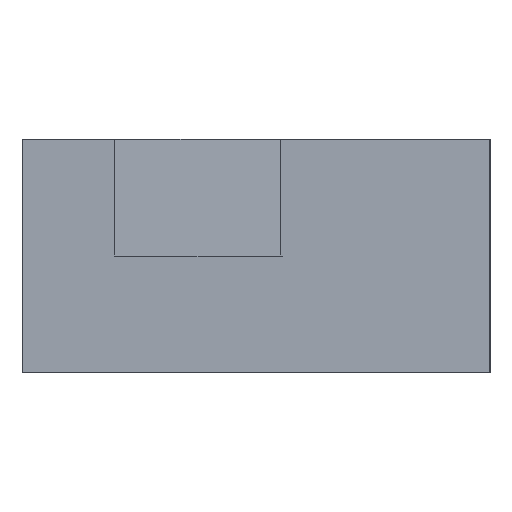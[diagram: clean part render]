
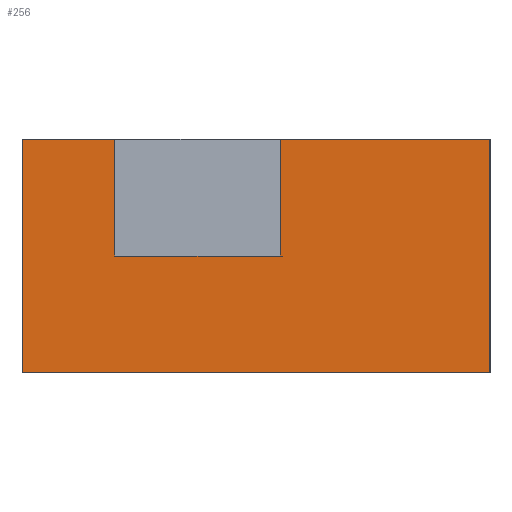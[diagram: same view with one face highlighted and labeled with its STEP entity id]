
A CAD part, left-side view. The second image highlights one B-rep face of the part: STEP entity #256.
In plain terms, the highlighted planar face has unit normal (-1, 0, 0).
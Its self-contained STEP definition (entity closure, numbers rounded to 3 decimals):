
#44=CARTESIAN_POINT('POINT5',(-40.,-4.142,0.)
   );
#45=VERTEX_POINT('VERTEX5',#44);
#52=CARTESIAN_POINT('POINT6',(-40.,-4.142,20.)
   );
#53=VERTEX_POINT('VERTEX6',#52);
#54=CARTESIAN_POINT('POS7',(-40.,-4.142,5.));
#55=DIRECTION('DIR10',(0.,0.,-1.));
#56=VECTOR('VEC4',#55,1.);
#57=LINE('STRAIGHT4',#54,#56);
#58=EDGE_CURVE('EDGE6',#53,#45,#57,.T.);
#80=CARTESIAN_POINT('POINT8',(-40.,-40.,20.));
#81=VERTEX_POINT('VERTEX8',#80);
#82=CARTESIAN_POINT('POS10',(-40.,0.,20.));
#83=DIRECTION('DIR14',(0.,-1.,0.));
#84=VECTOR('VEC6',#83,1.);
#85=LINE('STRAIGHT6',#82,#84);
#86=EDGE_CURVE('EDGE9',#53,#81,#85,.T.);
#117=CARTESIAN_POINT('POINT10',(-40.,24.142,0.
   ));
#118=VERTEX_POINT('VERTEX10',#117);
#127=CARTESIAN_POINT('POS15',(-40.,0.,0.));
#128=DIRECTION('DIR20',(0.,1.,0.));
#129=VECTOR('VEC10',#128,1.);
#130=LINE('STRAIGHT10',#127,#129);
#131=EDGE_CURVE('EDGE14',#45,#118,#130,.T.);
#166=CARTESIAN_POINT('POINT15',(-40.,24.142,20.
   ));
#167=VERTEX_POINT('VERTEX15',#166);
#174=CARTESIAN_POINT('POS20',(-40.,24.142,5.))
   ;
#175=DIRECTION('DIR26',(0.,0.,1.));
#176=VECTOR('VEC14',#175,1.);
#177=LINE('STRAIGHT14',#174,#176);
#178=EDGE_CURVE('EDGE20',#118,#167,#177,.T.);
#219=ORIENTED_EDGE('COEDGE38',*,*,#58,.T.);
#220=ORIENTED_EDGE('COEDGE39',*,*,#131,.T.);
#221=ORIENTED_EDGE('COEDGE40',*,*,#178,.T.);
#222=CARTESIAN_POINT('POINT18',(-40.,40.,20.));
#223=VERTEX_POINT('VERTEX18',#222);
#224=EDGE_CURVE('EDGE25',#223,#167,#85,.T.);
#225=ORIENTED_EDGE('COEDGE41',*,*,#224,.F.);
#226=CARTESIAN_POINT('POINT19',(-40.,40.,-20.));
#227=VERTEX_POINT('VERTEX19',#226);
#228=CARTESIAN_POINT('POS24',(-40.,40.,0.));
#229=DIRECTION('DIR31',(0.,0.,-1.));
#230=VECTOR('VEC17',#229,1.);
#231=LINE('STRAIGHT17',#228,#230);
#232=EDGE_CURVE('EDGE26',#223,#227,#231,.T.);
#233=ORIENTED_EDGE('COEDGE42',*,*,#232,.T.);
#234=CARTESIAN_POINT('POINT20',(-40.,-40.,-20.));
#235=VERTEX_POINT('VERTEX20',#234);
#236=CARTESIAN_POINT('POS25',(-40.,0.,-20.));
#237=DIRECTION('DIR32',(0.,1.,0.));
#238=VECTOR('VEC18',#237,1.);
#239=LINE('STRAIGHT18',#236,#238);
#240=EDGE_CURVE('EDGE27',#235,#227,#239,.T.);
#241=ORIENTED_EDGE('COEDGE43',*,*,#240,.F.);
#242=CARTESIAN_POINT('POS26',(-40.,-40.,0.));
#243=DIRECTION('DIR33',(0.,0.,-1.));
#244=VECTOR('VEC19',#243,1.);
#245=LINE('STRAIGHT19',#242,#244);
#246=EDGE_CURVE('EDGE28',#81,#235,#245,.T.);
#247=ORIENTED_EDGE('COEDGE44',*,*,#246,.F.);
#248=ORIENTED_EDGE('COEDGE45',*,*,#86,.F.);
#249=EDGE_LOOP('NONE',(#219,#220,#221,#225,#233,#241,#247,#248));
#250=FACE_BOUND('LOOP1',#249,.T.);
#251=CARTESIAN_POINT('POS27',(-40.,0.,0.));
#252=DIRECTION('DIR34',(1.,0.,0.));
#253=DIRECTION('DIR35',(0.,1.,0.));
#254=AXIS2_PLACEMENT_3D('AXIS8',#251,#252,#253);
#255=PLANE('PLANE5',#254);
#256=ADVANCED_FACE('FACE9',(#250),#255,.F.);
